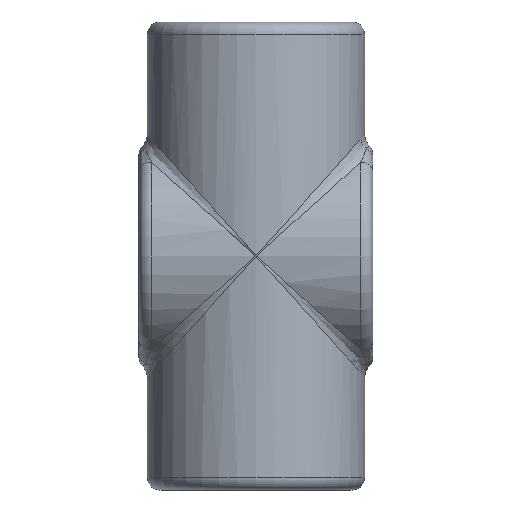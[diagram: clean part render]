
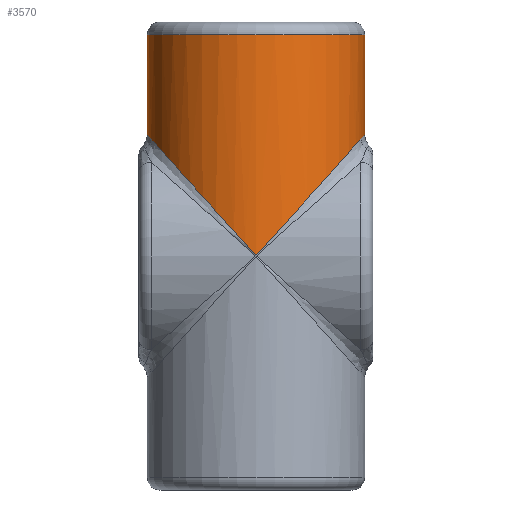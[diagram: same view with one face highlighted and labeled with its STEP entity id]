
A CAD part, front view. The second image highlights one B-rep face of the part: STEP entity #3570.
In plain terms, the highlighted cylindrical face has radius 20.631 mm (diameter 41.262 mm), a partial arc.
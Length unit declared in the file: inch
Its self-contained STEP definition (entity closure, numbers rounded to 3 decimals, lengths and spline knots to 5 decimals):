
#233 = CARTESIAN_POINT ( 'NONE',  ( 0.80003, -0.14147, 0.8906 ) ) ;
#333 = CARTESIAN_POINT ( 'NONE',  ( -0.78467, -0.20985, 0.875 ) ) ;
#398 = VECTOR ( 'NONE', #2462, 39.37008 ) ;
#466 = DIRECTION ( 'NONE',  ( 0., 0., -1. ) ) ;
#496 = EDGE_LOOP ( 'NONE', ( #3284, #1563, #2048, #2541, #1173, #2904, #1005 ) ) ;
#566 = LINE ( 'NONE', #3653, #3233 ) ;
#579 = CARTESIAN_POINT ( 'NONE',  ( 0.80994, -0.07084, 0.89897 ) ) ;
#636 = DIRECTION ( 'NONE',  ( -1., 0., 0. ) ) ;
#676 = VERTEX_POINT ( 'NONE', #2030 ) ;
#678 = CARTESIAN_POINT ( 'NONE',  ( 0.81225, 0., 1.75 ) ) ;
#787 = FACE_OUTER_BOUND ( 'NONE', #496, .T. ) ;
#795 = CARTESIAN_POINT ( 'NONE',  ( 0.81225, 0., 0.90055 ) ) ;
#835 = EDGE_CURVE ( 'NONE', #3262, #1043, #3696, .T. ) ;
#883 = CYLINDRICAL_SURFACE ( 'NONE', #3097, 0.81225 ) ;
#895 = CARTESIAN_POINT ( 'NONE',  ( 0.81225, 0., 0.90055 ) ) ;
#901 =( BOUNDED_CURVE ( )  B_SPLINE_CURVE ( 3, ( #2761, #2440, #1271, #3357 ),
 .UNSPECIFIED., .F., .T. ) 
 B_SPLINE_CURVE_WITH_KNOTS ( ( 4, 4 ),
 ( 0.26132, 1.5708 ),
 .UNSPECIFIED. ) 
 CURVE ( )  GEOMETRIC_REPRESENTATION_ITEM ( )  RATIONAL_B_SPLINE_CURVE ( ( 1., 0.862, 0.862, 1. ) ) 
 REPRESENTATION_ITEM ( '' )  );
#969 = CARTESIAN_POINT ( 'NONE',  ( -0.81225, -0.01771, 0.90055 ) ) ;
#1005 = ORIENTED_EDGE ( 'NONE', *, *, #3840, .T. ) ;
#1027 = EDGE_CURVE ( 'NONE', #1851, #2363, #3209, .T. ) ;
#1043 = VERTEX_POINT ( 'NONE', #3502 ) ;
#1071 = VERTEX_POINT ( 'NONE', #795 ) ;
#1173 = ORIENTED_EDGE ( 'NONE', *, *, #3329, .T. ) ;
#1271 = CARTESIAN_POINT ( 'NONE',  ( -0.38248, -0.81225, 0.4265 ) ) ;
#1551 = CARTESIAN_POINT ( 'NONE',  ( 0.38248, -0.81225, 0.4265 ) ) ;
#1563 = ORIENTED_EDGE ( 'NONE', *, *, #1027, .T. ) ;
#1588 = CARTESIAN_POINT ( 'NONE',  ( -0.81167, -0.03544, 0.90013 ) ) ;
#1851 = VERTEX_POINT ( 'NONE', #2212 ) ;
#1856 = CARTESIAN_POINT ( 'NONE',  ( 0.78467, -0.20985, 0.875 ) ) ;
#1889 = CARTESIAN_POINT ( 'NONE',  ( -0.80759, -0.08874, 0.89701 ) ) ;
#1905 = B_SPLINE_CURVE_WITH_KNOTS ( 'NONE', 3,
 ( #3611, #3929, #2097, #233, #2408, #579, #2707, #895 ),
 .UNSPECIFIED., .F., .F.,
 ( 4, 2, 2, 4 ),
 ( 0., 0.00137, 0.00273, 0.00547 ),
 .UNSPECIFIED. ) ;
#2030 = CARTESIAN_POINT ( 'NONE',  ( 0., -0.81225, 0. ) ) ;
#2048 = ORIENTED_EDGE ( 'NONE', *, *, #3290, .T. ) ;
#2058 = CARTESIAN_POINT ( 'NONE',  ( 0.78467, -0.20985, 0.875 ) ) ;
#2097 = CARTESIAN_POINT ( 'NONE',  ( 0.79313, -0.17608, 0.88402 ) ) ;
#2115 = VERTEX_POINT ( 'NONE', #2058 ) ;
#2179 = CARTESIAN_POINT ( 'NONE',  ( -0.79362, -0.1764, 0.88497 ) ) ;
#2212 = CARTESIAN_POINT ( 'NONE',  ( 0.81225, 0., 1.6565 ) ) ;
#2304 = CARTESIAN_POINT ( 'NONE',  ( 0., 0., 1.6565 ) ) ;
#2363 = VERTEX_POINT ( 'NONE', #3390 ) ;
#2408 = CARTESIAN_POINT ( 'NONE',  ( 0.80295, -0.12383, 0.89315 ) ) ;
#2440 = CARTESIAN_POINT ( 'NONE',  ( -0.68586, -0.57934, 0.76481 ) ) ;
#2462 = DIRECTION ( 'NONE',  ( 0., 0., -1. ) ) ;
#2504 = DIRECTION ( 'NONE',  ( 0., 0., -1. ) ) ;
#2541 = ORIENTED_EDGE ( 'NONE', *, *, #835, .T. ) ;
#2610 = DIRECTION ( 'NONE',  ( 1., 0., 0. ) ) ;
#2653 =( BOUNDED_CURVE ( )  B_SPLINE_CURVE ( 3, ( #3033, #1551, #3667, #1856 ),
 .UNSPECIFIED., .F., .T. ) 
 B_SPLINE_CURVE_WITH_KNOTS ( ( 4, 4 ),
 ( 1.5708, 2.88027 ),
 .UNSPECIFIED. ) 
 CURVE ( )  GEOMETRIC_REPRESENTATION_ITEM ( )  RATIONAL_B_SPLINE_CURVE ( ( 1., 0.862, 0.862, 1. ) ) 
 REPRESENTATION_ITEM ( '' )  );
#2707 = CARTESIAN_POINT ( 'NONE',  ( 0.81225, -0.03545, 0.90055 ) ) ;
#2748 = EDGE_CURVE ( 'NONE', #676, #2115, #2653, .T. ) ;
#2761 = CARTESIAN_POINT ( 'NONE',  ( -0.78467, -0.20985, 0.875 ) ) ;
#2904 = ORIENTED_EDGE ( 'NONE', *, *, #2748, .T. ) ;
#3033 = CARTESIAN_POINT ( 'NONE',  ( 0., -0.81225, 0. ) ) ;
#3064 = CARTESIAN_POINT ( 'NONE',  ( -0.81225, 0., 0.90055 ) ) ;
#3097 = AXIS2_PLACEMENT_3D ( 'NONE', #3343, #2504, #636 ) ;
#3209 = CIRCLE ( 'NONE', #3997, 0.81225 ) ;
#3233 = VECTOR ( 'NONE', #3641, 39.37008 ) ;
#3262 = VERTEX_POINT ( 'NONE', #3305 ) ;
#3284 = ORIENTED_EDGE ( 'NONE', *, *, #3578, .F. ) ;
#3290 = EDGE_CURVE ( 'NONE', #2363, #3262, #566, .T. ) ;
#3305 = CARTESIAN_POINT ( 'NONE',  ( -0.81225, 0., 0.90055 ) ) ;
#3329 = EDGE_CURVE ( 'NONE', #1043, #676, #901, .T. ) ;
#3343 = CARTESIAN_POINT ( 'NONE',  ( 0., 0., 1.75 ) ) ;
#3357 = CARTESIAN_POINT ( 'NONE',  ( 0., -0.81225, 0. ) ) ;
#3390 = CARTESIAN_POINT ( 'NONE',  ( -0.81225, 0., 1.6565 ) ) ;
#3502 = CARTESIAN_POINT ( 'NONE',  ( -0.78467, -0.20985, 0.875 ) ) ;
#3570 = ADVANCED_FACE ( 'NONE', ( #787 ), #883, .T. ) ;
#3578 = EDGE_CURVE ( 'NONE', #1851, #1071, #3768, .T. ) ;
#3611 = CARTESIAN_POINT ( 'NONE',  ( 0.78467, -0.20985, 0.875 ) ) ;
#3641 = DIRECTION ( 'NONE',  ( 0., 0., -1. ) ) ;
#3653 = CARTESIAN_POINT ( 'NONE',  ( -0.81225, 0., 1.75 ) ) ;
#3667 = CARTESIAN_POINT ( 'NONE',  ( 0.68586, -0.57934, 0.76481 ) ) ;
#3696 = B_SPLINE_CURVE_WITH_KNOTS ( 'NONE', 3,
 ( #3064, #969, #1588, #3701, #1889, #4005, #2179, #333 ),
 .UNSPECIFIED., .F., .F.,
 ( 4, 2, 2, 4 ),
 ( 0.00547, 0.00684, 0.0082, 0.01094 ),
 .UNSPECIFIED. ) ;
#3701 = CARTESIAN_POINT ( 'NONE',  ( -0.80934, -0.07093, 0.89836 ) ) ;
#3768 = LINE ( 'NONE', #678, #398 ) ;
#3840 = EDGE_CURVE ( 'NONE', #2115, #1071, #1905, .T. ) ;
#3929 = CARTESIAN_POINT ( 'NONE',  ( 0.78915, -0.19312, 0.87999 ) ) ;
#3997 = AXIS2_PLACEMENT_3D ( 'NONE', #2304, #466, #2610 ) ;
#4005 = CARTESIAN_POINT ( 'NONE',  ( -0.80056, -0.14186, 0.89115 ) ) ;
